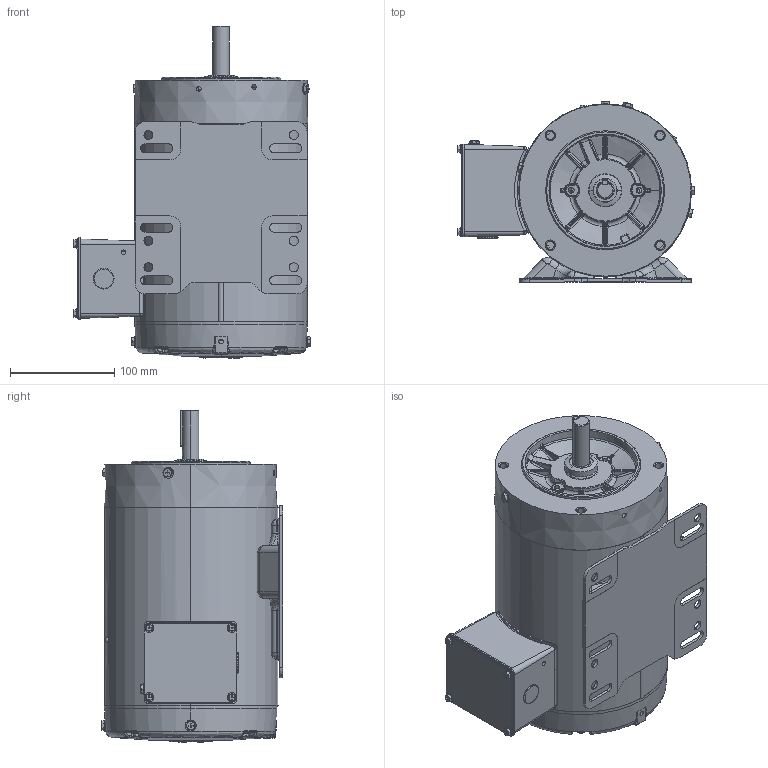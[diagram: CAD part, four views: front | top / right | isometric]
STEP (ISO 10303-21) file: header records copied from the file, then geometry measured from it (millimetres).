
FILE_DESCRIPTION (( 'STEP AP214' ), '1' );
FILE_NAME ('034918-750_Rev04_56HC_1P5HP wo Front Bell COMPLETE A Coord.STEP', '2021-07-29T12:45:08', ( '' ), ( '' ), 'SwSTEP 2.0', 'SolidWorks 2017', '' );
FILE_SCHEMA (( 'AUTOMOTIVE_DESIGN' ));
Length unit declared in the file: inch
Products named in the file (1): 034918-750_Rev04_56HC_1P5HP wo Front Bell COMPLETE A Coord
Bounding box: 227.74 x 174.27 x 318.96 mm (x, y, z)
Volume: 1296939.3 mm3; surface area: 571897.8 mm2
Topology: 35 solids, 36 shells, 3730 faces, 8922 edges, 5248 vertices
Faces by surface type: bspline 1778, plane 907, cylinder 602, cone 349, torus 86, sphere 8
Entity records: 213942 total; most frequent: CARTESIAN_POINT 103111, ORIENTED_EDGE 17582, DIRECTION 11739, EDGE_CURVE 8791, VERTEX_POINT 5248, AXIS2_PLACEMENT_3D 4645, EDGE_LOOP 3957, FACE_OUTER_BOUND 3730
